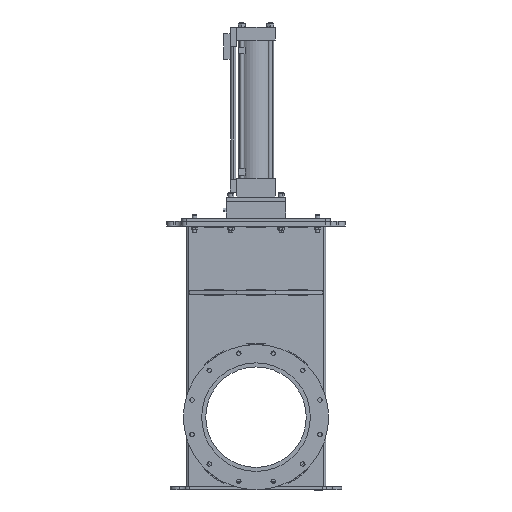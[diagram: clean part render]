
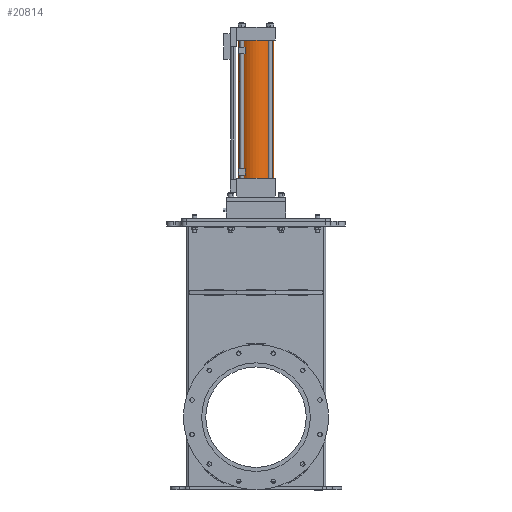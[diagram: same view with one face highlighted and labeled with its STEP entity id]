
A CAD part, front view. The second image highlights one B-rep face of the part: STEP entity #20814.
In plain terms, the highlighted cylindrical face has radius 34.925 mm (diameter 69.85 mm), a partial arc.
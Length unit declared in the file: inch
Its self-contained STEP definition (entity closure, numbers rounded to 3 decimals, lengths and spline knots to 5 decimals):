
#27 = ORIENTED_EDGE ( 'NONE', *, *, #13366, .F. ) ;
#98 = VECTOR ( 'NONE', #16982, 39.37008 ) ;
#153 = DIRECTION ( 'NONE',  ( 1., 0., 0. ) ) ;
#266 = ORIENTED_EDGE ( 'NONE', *, *, #7805, .F. ) ;
#629 = FACE_OUTER_BOUND ( 'NONE', #20501, .T. ) ;
#705 = VERTEX_POINT ( 'NONE', #19752 ) ;
#1073 = CARTESIAN_POINT ( 'NONE',  ( -1.08471, 0.455, 18.687 ) ) ;
#1474 = DIRECTION ( 'NONE',  ( 1., 0., 0. ) ) ;
#1518 = LINE ( 'NONE', #7592, #17317 ) ;
#1958 = CARTESIAN_POINT ( 'NONE',  ( -1.375, 1.3, 29.188 ) ) ;
#2175 = CARTESIAN_POINT ( 'NONE',  ( 0., 1.3, 18.687 ) ) ;
#2295 = VERTEX_POINT ( 'NONE', #21507 ) ;
#2396 = DIRECTION ( 'NONE',  ( 0., 0., 1. ) ) ;
#2438 = ORIENTED_EDGE ( 'NONE', *, *, #20525, .T. ) ;
#2598 = CARTESIAN_POINT ( 'NONE',  ( 1.375, 1.3, 29.125 ) ) ;
#2651 = AXIS2_PLACEMENT_3D ( 'NONE', #10473, #8602, #1474 ) ;
#2682 = EDGE_CURVE ( 'NONE', #6253, #7576, #10419, .T. ) ;
#3195 = LINE ( 'NONE', #1958, #5436 ) ;
#3317 = ORIENTED_EDGE ( 'NONE', *, *, #19338, .T. ) ;
#3570 = DIRECTION ( 'NONE',  ( 0., 0., 1. ) ) ;
#3764 = VECTOR ( 'NONE', #16821, 39.37008 ) ;
#3774 = EDGE_CURVE ( 'NONE', #14495, #20293, #15192, .T. ) ;
#4065 = AXIS2_PLACEMENT_3D ( 'NONE', #17719, #3570, #5125 ) ;
#4268 = ORIENTED_EDGE ( 'NONE', *, *, #13844, .T. ) ;
#4292 = VECTOR ( 'NONE', #12480, 39.37008 ) ;
#4827 = AXIS2_PLACEMENT_3D ( 'NONE', #2175, #18046, #153 ) ;
#5125 = DIRECTION ( 'NONE',  ( 1., 0., 0. ) ) ;
#5436 = VECTOR ( 'NONE', #7470, 39.37008 ) ;
#5934 = DIRECTION ( 'NONE',  ( 0., 0., 1. ) ) ;
#6253 = VERTEX_POINT ( 'NONE', #18074 ) ;
#6681 = CARTESIAN_POINT ( 'NONE',  ( -0.845, 0.21529, 28.562 ) ) ;
#6871 = VECTOR ( 'NONE', #11848, 39.37008 ) ;
#7015 = ORIENTED_EDGE ( 'NONE', *, *, #17819, .F. ) ;
#7141 = CARTESIAN_POINT ( 'NONE',  ( -1.375, 1.3, 29.125 ) ) ;
#7154 = VERTEX_POINT ( 'NONE', #1073 ) ;
#7184 = CARTESIAN_POINT ( 'NONE',  ( -0.845, 0.21529, 28.062 ) ) ;
#7470 = DIRECTION ( 'NONE',  ( 0., 0., -1. ) ) ;
#7567 = ORIENTED_EDGE ( 'NONE', *, *, #19476, .T. ) ;
#7576 = VERTEX_POINT ( 'NONE', #22214 ) ;
#7592 = CARTESIAN_POINT ( 'NONE',  ( -1.08471, 0.455, 29.188 ) ) ;
#7805 = EDGE_CURVE ( 'NONE', #20293, #6253, #16128, .T. ) ;
#8408 = EDGE_LOOP ( 'NONE', ( #14660, #2438, #9837, #27 ) ) ;
#8418 = AXIS2_PLACEMENT_3D ( 'NONE', #13365, #2396, #15294 ) ;
#8439 = LINE ( 'NONE', #18604, #3764 ) ;
#8490 = CARTESIAN_POINT ( 'NONE',  ( -0.845, 0.21529, 19.187 ) ) ;
#8602 = DIRECTION ( 'NONE',  ( 0., 0., 1. ) ) ;
#8699 = CARTESIAN_POINT ( 'NONE',  ( 1.375, 1.3, 29.188 ) ) ;
#9098 = LINE ( 'NONE', #16958, #6871 ) ;
#9186 = VERTEX_POINT ( 'NONE', #20510 ) ;
#9505 = FACE_BOUND ( 'NONE', #8408, .T. ) ;
#9837 = ORIENTED_EDGE ( 'NONE', *, *, #11490, .T. ) ;
#10108 = CARTESIAN_POINT ( 'NONE',  ( 0., 1.3, 18.437 ) ) ;
#10202 = CARTESIAN_POINT ( 'NONE',  ( 0., 1.3, 29.188 ) ) ;
#10419 = CIRCLE ( 'NONE', #12460, 1.375 ) ;
#10473 = CARTESIAN_POINT ( 'NONE',  ( 0., 1.3, 28.562 ) ) ;
#10839 = EDGE_LOOP ( 'NONE', ( #4268, #14225, #7567, #7015 ) ) ;
#10941 = VERTEX_POINT ( 'NONE', #7184 ) ;
#11490 = EDGE_CURVE ( 'NONE', #19668, #10941, #9098, .T. ) ;
#11848 = DIRECTION ( 'NONE',  ( 0., 0., -1. ) ) ;
#11886 = DIRECTION ( 'NONE',  ( -1., 0., 0. ) ) ;
#12289 = CARTESIAN_POINT ( 'NONE',  ( -1.08471, 0.455, 19.187 ) ) ;
#12460 = AXIS2_PLACEMENT_3D ( 'NONE', #10108, #22509, #11886 ) ;
#12480 = DIRECTION ( 'NONE',  ( 0., 0., -1. ) ) ;
#13245 = EDGE_CURVE ( 'NONE', #9186, #2295, #1518, .T. ) ;
#13365 = CARTESIAN_POINT ( 'NONE',  ( 0., 1.3, 29.125 ) ) ;
#13366 = EDGE_CURVE ( 'NONE', #9186, #10941, #22584, .T. ) ;
#13439 = DIRECTION ( 'NONE',  ( 0., 0., -1. ) ) ;
#13844 = EDGE_CURVE ( 'NONE', #7154, #16784, #19213, .T. ) ;
#14225 = ORIENTED_EDGE ( 'NONE', *, *, #14485, .T. ) ;
#14485 = EDGE_CURVE ( 'NONE', #16784, #18182, #19172, .T. ) ;
#14495 = VERTEX_POINT ( 'NONE', #7141 ) ;
#14561 = DIRECTION ( 'NONE',  ( 1., 0., 0. ) ) ;
#14660 = ORIENTED_EDGE ( 'NONE', *, *, #13245, .T. ) ;
#15192 = CIRCLE ( 'NONE', #8418, 1.375 ) ;
#15219 = DIRECTION ( 'NONE',  ( -1., 0., 0. ) ) ;
#15294 = DIRECTION ( 'NONE',  ( 1., 0., 0. ) ) ;
#15650 = CIRCLE ( 'NONE', #4827, 1.375 ) ;
#16128 = LINE ( 'NONE', #8699, #4292 ) ;
#16784 = VERTEX_POINT ( 'NONE', #12289 ) ;
#16821 = DIRECTION ( 'NONE',  ( 0., 0., -1. ) ) ;
#16958 = CARTESIAN_POINT ( 'NONE',  ( -0.845, 0.21529, 29.188 ) ) ;
#16982 = DIRECTION ( 'NONE',  ( 0., 0., 1. ) ) ;
#17026 = ORIENTED_EDGE ( 'NONE', *, *, #3774, .F. ) ;
#17204 = CARTESIAN_POINT ( 'NONE',  ( -1.08471, 0.455, 29.188 ) ) ;
#17317 = VECTOR ( 'NONE', #17954, 39.37008 ) ;
#17719 = CARTESIAN_POINT ( 'NONE',  ( 0., 1.3, 19.187 ) ) ;
#17819 = EDGE_CURVE ( 'NONE', #7154, #705, #15650, .T. ) ;
#17954 = DIRECTION ( 'NONE',  ( 0., 0., 1. ) ) ;
#18046 = DIRECTION ( 'NONE',  ( 0., 0., 1. ) ) ;
#18074 = CARTESIAN_POINT ( 'NONE',  ( 1.375, 1.3, 18.437 ) ) ;
#18182 = VERTEX_POINT ( 'NONE', #8490 ) ;
#18604 = CARTESIAN_POINT ( 'NONE',  ( -0.845, 0.21529, 29.188 ) ) ;
#18646 = CIRCLE ( 'NONE', #2651, 1.375 ) ;
#19172 = CIRCLE ( 'NONE', #4065, 1.375 ) ;
#19213 = LINE ( 'NONE', #17204, #98 ) ;
#19338 = EDGE_CURVE ( 'NONE', #14495, #7576, #3195, .T. ) ;
#19476 = EDGE_CURVE ( 'NONE', #18182, #705, #8439, .T. ) ;
#19668 = VERTEX_POINT ( 'NONE', #6681 ) ;
#19752 = CARTESIAN_POINT ( 'NONE',  ( -0.845, 0.21529, 18.687 ) ) ;
#19758 = CARTESIAN_POINT ( 'NONE',  ( 0., 1.3, 28.062 ) ) ;
#20293 = VERTEX_POINT ( 'NONE', #2598 ) ;
#20501 = EDGE_LOOP ( 'NONE', ( #266, #17026, #3317, #21607 ) ) ;
#20510 = CARTESIAN_POINT ( 'NONE',  ( -1.08471, 0.455, 28.062 ) ) ;
#20525 = EDGE_CURVE ( 'NONE', #2295, #19668, #18646, .T. ) ;
#20814 = ADVANCED_FACE ( 'NONE', ( #629, #9505, #21399 ), #21129, .T. ) ;
#21045 = AXIS2_PLACEMENT_3D ( 'NONE', #10202, #13439, #15219 ) ;
#21129 = CYLINDRICAL_SURFACE ( 'NONE', #21045, 1.375 ) ;
#21399 = FACE_BOUND ( 'NONE', #10839, .T. ) ;
#21507 = CARTESIAN_POINT ( 'NONE',  ( -1.08471, 0.455, 28.562 ) ) ;
#21607 = ORIENTED_EDGE ( 'NONE', *, *, #2682, .F. ) ;
#22214 = CARTESIAN_POINT ( 'NONE',  ( -1.375, 1.3, 18.437 ) ) ;
#22509 = DIRECTION ( 'NONE',  ( 0., 0., -1. ) ) ;
#22584 = CIRCLE ( 'NONE', #23015, 1.375 ) ;
#23015 = AXIS2_PLACEMENT_3D ( 'NONE', #19758, #5934, #14561 ) ;
